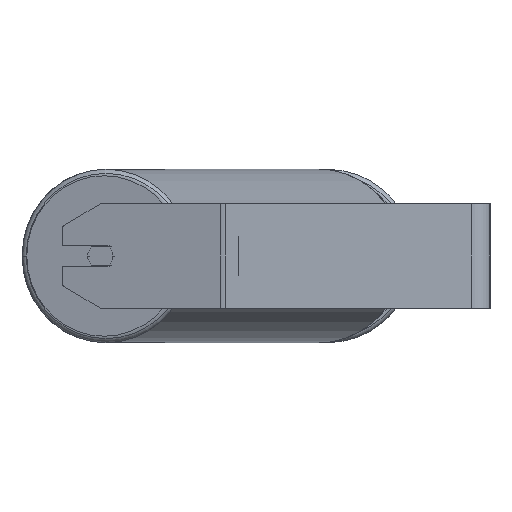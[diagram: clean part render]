
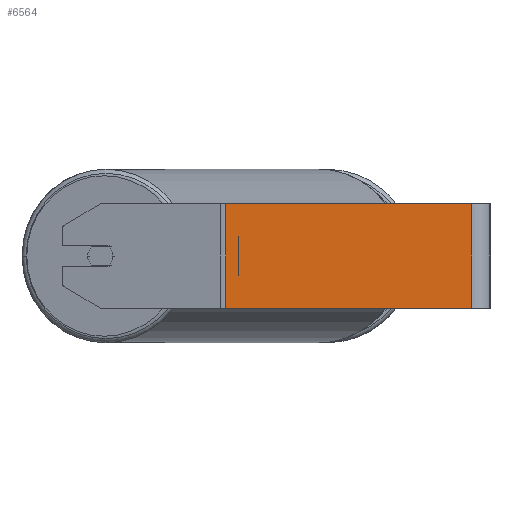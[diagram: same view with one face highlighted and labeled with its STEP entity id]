
A CAD part, left-side view. The second image highlights one B-rep face of the part: STEP entity #6564.
In plain terms, the highlighted planar face has unit normal (-1, 0, 0).
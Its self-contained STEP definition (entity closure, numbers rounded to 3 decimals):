
#173 = CARTESIAN_POINT ( 'NONE',  ( -1010., 14., 40. ) ) ;
#179 = ORIENTED_EDGE ( 'NONE', *, *, #3479, .F. ) ;
#184 = CARTESIAN_POINT ( 'NONE',  ( -1010., 14., 40. ) ) ;
#286 = AXIS2_PLACEMENT_3D ( 'NONE', #1885, #1040, #5312 ) ;
#338 = ORIENTED_EDGE ( 'NONE', *, *, #3448, .T. ) ;
#503 = CARTESIAN_POINT ( 'NONE',  ( -1010., 202.708, 40. ) ) ;
#998 = LINE ( 'NONE', #503, #2522 ) ;
#1040 = DIRECTION ( 'NONE',  ( 1., 0., 0. ) ) ;
#1885 = CARTESIAN_POINT ( 'NONE',  ( -1010., 204.552, 40. ) ) ;
#2093 = CARTESIAN_POINT ( 'NONE',  ( -1010., 202.708, 40. ) ) ;
#2515 = EDGE_LOOP ( 'NONE', ( #4585, #5700, #179, #338 ) ) ;
#2522 = VECTOR ( 'NONE', #3174, 1000. ) ;
#2875 = DIRECTION ( 'NONE',  ( 0., 0., -1. ) ) ;
#2978 = EDGE_CURVE ( 'NONE', #4121, #7985, #6893, .T. ) ;
#3174 = DIRECTION ( 'NONE',  ( 0., 0., -1. ) ) ;
#3448 = EDGE_CURVE ( 'NONE', #5504, #8599, #998, .T. ) ;
#3479 = EDGE_CURVE ( 'NONE', #5504, #4121, #7893, .T. ) ;
#4121 = VERTEX_POINT ( 'NONE', #184 ) ;
#4363 = DIRECTION ( 'NONE',  ( 0., -1., 0. ) ) ;
#4459 = FACE_OUTER_BOUND ( 'NONE', #2515, .T. ) ;
#4502 = CARTESIAN_POINT ( 'NONE',  ( -1010., 204.552, -40. ) ) ;
#4562 = CARTESIAN_POINT ( 'NONE',  ( -1010., 14., -40. ) ) ;
#4585 = ORIENTED_EDGE ( 'NONE', *, *, #6572, .T. ) ;
#5079 = CARTESIAN_POINT ( 'NONE',  ( -1010., 204.552, 40. ) ) ;
#5312 = DIRECTION ( 'NONE',  ( 0., 0., -1. ) ) ;
#5504 = VERTEX_POINT ( 'NONE', #2093 ) ;
#5700 = ORIENTED_EDGE ( 'NONE', *, *, #2978, .F. ) ;
#5877 = DIRECTION ( 'NONE',  ( 0., -1., 0. ) ) ;
#5966 = PLANE ( 'NONE',  #286 ) ;
#6564 = ADVANCED_FACE ( 'NONE', ( #4459 ), #5966, .F. ) ;
#6572 = EDGE_CURVE ( 'NONE', #8599, #7985, #8657, .T. ) ;
#6893 = LINE ( 'NONE', #173, #8442 ) ;
#7035 = VECTOR ( 'NONE', #4363, 1000. ) ;
#7212 = CARTESIAN_POINT ( 'NONE',  ( -1010., 202.708, -40. ) ) ;
#7893 = LINE ( 'NONE', #5079, #7035 ) ;
#7913 = VECTOR ( 'NONE', #5877, 1000. ) ;
#7985 = VERTEX_POINT ( 'NONE', #4562 ) ;
#8442 = VECTOR ( 'NONE', #2875, 1000. ) ;
#8599 = VERTEX_POINT ( 'NONE', #7212 ) ;
#8657 = LINE ( 'NONE', #4502, #7913 ) ;
